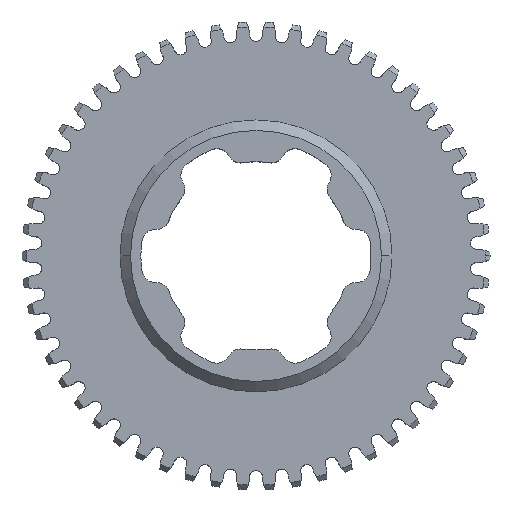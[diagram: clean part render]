
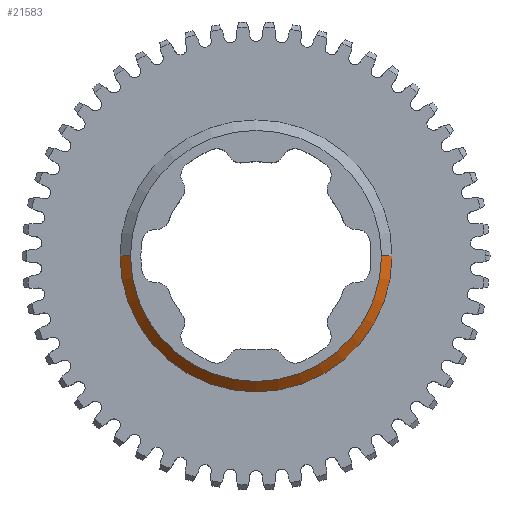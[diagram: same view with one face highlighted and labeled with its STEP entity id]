
A CAD part, top view. The second image highlights one B-rep face of the part: STEP entity #21583.
In plain terms, the highlighted conical face has half-angle 45 degrees and reference radius 20.637 mm.
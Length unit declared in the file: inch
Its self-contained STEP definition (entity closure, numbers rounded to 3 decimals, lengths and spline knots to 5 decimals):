
#354 = CARTESIAN_POINT ( 'NONE',  ( -0.8125, 0., 0.1875 ) ) ;
#464 = DIRECTION ( 'NONE',  ( 1., 0., 0. ) ) ;
#2328 = CARTESIAN_POINT ( 'NONE',  ( 0.8125, 0., 0.1875 ) ) ;
#2995 = VERTEX_POINT ( 'NONE', #2328 ) ;
#3201 = AXIS2_PLACEMENT_3D ( 'NONE', #21696, #11083, #464 ) ;
#4863 = AXIS2_PLACEMENT_3D ( 'NONE', #11159, #12832, #15194 ) ;
#4996 = CARTESIAN_POINT ( 'NONE',  ( 0.8125, 0., 0.1875 ) ) ;
#6105 = VECTOR ( 'NONE', #21439, 39.37008 ) ;
#6349 = CARTESIAN_POINT ( 'NONE',  ( 0.75, 0., 0.25 ) ) ;
#6445 = CARTESIAN_POINT ( 'NONE',  ( -0.8125, 0., 0.1875 ) ) ;
#6757 = DIRECTION ( 'NONE',  ( 0., 0., -1. ) ) ;
#7217 = EDGE_CURVE ( 'NONE', #2995, #8808, #20144, .T. ) ;
#8086 = VERTEX_POINT ( 'NONE', #13644 ) ;
#8808 = VERTEX_POINT ( 'NONE', #6445 ) ;
#9085 = EDGE_CURVE ( 'NONE', #11344, #8086, #21369, .T. ) ;
#9691 = ORIENTED_EDGE ( 'NONE', *, *, #15453, .F. ) ;
#10293 = ORIENTED_EDGE ( 'NONE', *, *, #7217, .F. ) ;
#11083 = DIRECTION ( 'NONE',  ( 0., 0., -1. ) ) ;
#11159 = CARTESIAN_POINT ( 'NONE',  ( 0., 0., 0.25 ) ) ;
#11344 = VERTEX_POINT ( 'NONE', #6349 ) ;
#11426 = LINE ( 'NONE', #4996, #15280 ) ;
#11692 = DIRECTION ( 'NONE',  ( 0.707, 0., -0.707 ) ) ;
#12320 = EDGE_CURVE ( 'NONE', #8086, #8808, #13200, .T. ) ;
#12832 = DIRECTION ( 'NONE',  ( 0., 0., -1. ) ) ;
#13041 = ORIENTED_EDGE ( 'NONE', *, *, #12320, .T. ) ;
#13200 = LINE ( 'NONE', #354, #6105 ) ;
#13644 = CARTESIAN_POINT ( 'NONE',  ( -0.75, 0., 0.25 ) ) ;
#15194 = DIRECTION ( 'NONE',  ( -1., 0., 0. ) ) ;
#15280 = VECTOR ( 'NONE', #11692, 39.37008 ) ;
#15453 = EDGE_CURVE ( 'NONE', #11344, #2995, #11426, .T. ) ;
#17563 = CONICAL_SURFACE ( 'NONE', #22910, 0.8125, 0.785 ) ;
#19459 = DIRECTION ( 'NONE',  ( -1., 0., 0. ) ) ;
#19737 = CARTESIAN_POINT ( 'NONE',  ( 0., 0., 0.1875 ) ) ;
#20144 = CIRCLE ( 'NONE', #3201, 0.8125 ) ;
#20519 = ORIENTED_EDGE ( 'NONE', *, *, #9085, .T. ) ;
#21369 = CIRCLE ( 'NONE', #4863, 0.75 ) ;
#21439 = DIRECTION ( 'NONE',  ( -0.707, 0., -0.707 ) ) ;
#21583 = ADVANCED_FACE ( 'NONE', ( #21843 ), #17563, .T. ) ;
#21696 = CARTESIAN_POINT ( 'NONE',  ( 0., 0., 0.1875 ) ) ;
#21843 = FACE_OUTER_BOUND ( 'NONE', #22094, .T. ) ;
#22094 = EDGE_LOOP ( 'NONE', ( #9691, #20519, #13041, #10293 ) ) ;
#22910 = AXIS2_PLACEMENT_3D ( 'NONE', #19737, #6757, #19459 ) ;
